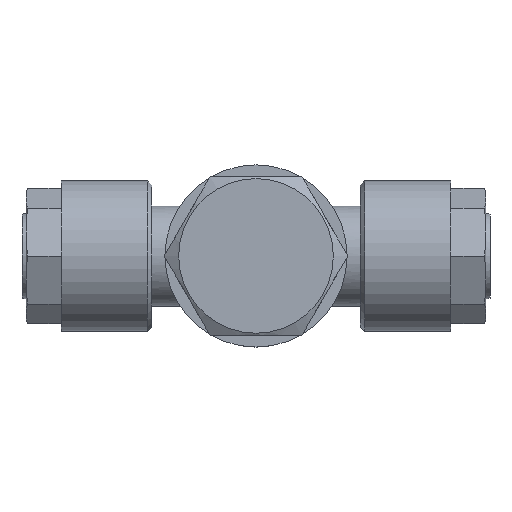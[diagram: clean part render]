
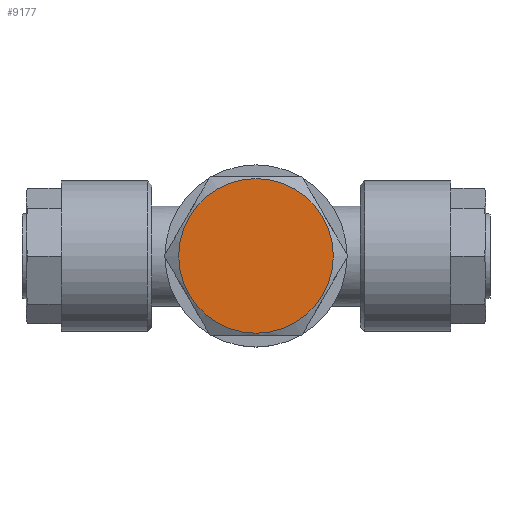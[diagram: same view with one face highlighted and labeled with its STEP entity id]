
A CAD part, top view. The second image highlights one B-rep face of the part: STEP entity #9177.
In plain terms, the highlighted face is planar.
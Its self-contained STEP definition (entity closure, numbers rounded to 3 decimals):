
#2407=PLANE('',#8852);
#2557=ORIENTED_EDGE('',*,*,#3247,.F.);
#2946=CIRCLE('',#8851,9.25);
#3074=VERTEX_POINT('',#5919);
#3247=EDGE_CURVE('',#3074,#3074,#2946,.T.);
#3458=EDGE_LOOP('',(#2557));
#3690=FACE_BOUND('',#3458,.T.);
#3967=DIRECTION('',(0.,-1.,0.));
#3968=DIRECTION('',(0.,0.,-9.25));
#3969=DIRECTION('',(0.,1.,0.));
#3970=DIRECTION('',(1.,0.,0.));
#5919=CARTESIAN_POINT('',(-1.447,11.003,-9.25));
#5920=CARTESIAN_POINT('',(-1.447,11.003,0.));
#5921=CARTESIAN_POINT('',(-6.932,11.003,9.5));
#8851=AXIS2_PLACEMENT_3D('',#5920,#3967,#3968);
#8852=AXIS2_PLACEMENT_3D('',#5921,#3969,#3970);
#9177=ADVANCED_FACE('',(#3690),#2407,.T.);
